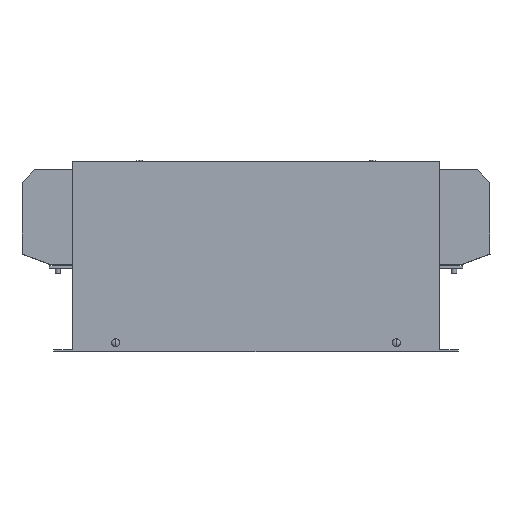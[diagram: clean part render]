
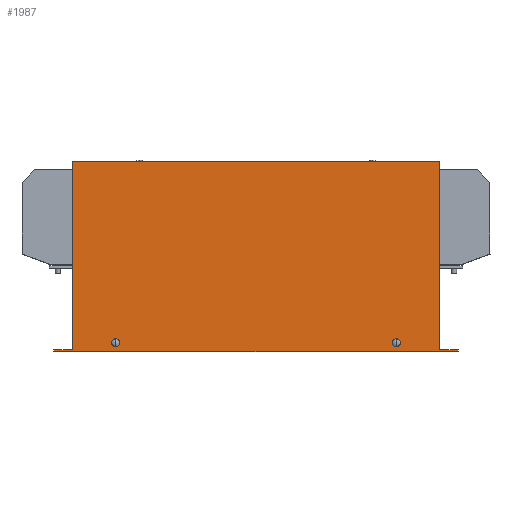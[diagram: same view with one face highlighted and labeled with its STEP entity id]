
A CAD part, top view. The second image highlights one B-rep face of the part: STEP entity #1987.
In plain terms, the highlighted planar face has unit normal (0, 0, 1).
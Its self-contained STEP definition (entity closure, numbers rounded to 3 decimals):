
#376 = VECTOR ( 'NONE', #3258, 1000. ) ;
#427 = DIRECTION ( 'NONE',  ( 0., 0., 1. ) ) ;
#490 = LINE ( 'NONE', #5182, #12051 ) ;
#495 = DIRECTION ( 'NONE',  ( 0., 0., 1. ) ) ;
#610 = FACE_OUTER_BOUND ( 'NONE', #1556, .T. ) ;
#632 = VECTOR ( 'NONE', #8768, 1000. ) ;
#752 = EDGE_CURVE ( 'NONE', #10839, #2415, #10919, .T. ) ;
#780 = ORIENTED_EDGE ( 'NONE', *, *, #5827, .T. ) ;
#850 = FACE_BOUND ( 'NONE', #6468, .T. ) ;
#876 = DIRECTION ( 'NONE',  ( -1., 0., 0. ) ) ;
#1119 = VERTEX_POINT ( 'NONE', #10521 ) ;
#1243 = CARTESIAN_POINT ( 'NONE',  ( 145., 0., 58.1 ) ) ;
#1260 = CIRCLE ( 'NONE', #8171, 3.15 ) ;
#1290 = CARTESIAN_POINT ( 'NONE',  ( 110.9, 5.5, 58.1 ) ) ;
#1494 = CARTESIAN_POINT ( 'NONE',  ( 160., 0., 58.1 ) ) ;
#1542 = DIRECTION ( 'NONE',  ( 1., 0., 0. ) ) ;
#1556 = EDGE_LOOP ( 'NONE', ( #8800, #11249, #7287, #8455, #6881, #10256, #9405, #780 ) ) ;
#1694 = DIRECTION ( 'NONE',  ( 0., 1., 0. ) ) ;
#1715 = FACE_BOUND ( 'NONE', #6086, .T. ) ;
#1974 = ORIENTED_EDGE ( 'NONE', *, *, #11961, .F. ) ;
#1987 = ADVANCED_FACE ( 'NONE', ( #1715, #850, #610 ), #9236, .T. ) ;
#2190 = VERTEX_POINT ( 'NONE', #8562 ) ;
#2258 = LINE ( 'NONE', #3002, #376 ) ;
#2395 = DIRECTION ( 'NONE',  ( 0., 0., 1. ) ) ;
#2415 = VERTEX_POINT ( 'NONE', #6037 ) ;
#2478 = CARTESIAN_POINT ( 'NONE',  ( -160., 0., 58.1 ) ) ;
#2527 = VECTOR ( 'NONE', #9013, 1000. ) ;
#2725 = LINE ( 'NONE', #6313, #11242 ) ;
#2832 = CARTESIAN_POINT ( 'NONE',  ( -160., -1.5, 58.1 ) ) ;
#2979 = VECTOR ( 'NONE', #1694, 1000. ) ;
#3002 = CARTESIAN_POINT ( 'NONE',  ( -145., 148.6, 58.1 ) ) ;
#3142 = CIRCLE ( 'NONE', #11396, 3.15 ) ;
#3258 = DIRECTION ( 'NONE',  ( -1., 0., 0. ) ) ;
#3362 = VERTEX_POINT ( 'NONE', #2478 ) ;
#3436 = DIRECTION ( 'NONE',  ( 0., 0., 1. ) ) ;
#3443 = DIRECTION ( 'NONE',  ( 1., 0., 0. ) ) ;
#3520 = CARTESIAN_POINT ( 'NONE',  ( 0., 0., 58.1 ) ) ;
#4335 = EDGE_CURVE ( 'NONE', #7746, #6819, #7487, .T. ) ;
#4395 = VECTOR ( 'NONE', #3443, 1000. ) ;
#4533 = CARTESIAN_POINT ( 'NONE',  ( 145., 148.6, 58.1 ) ) ;
#4636 = EDGE_CURVE ( 'NONE', #11596, #7746, #2725, .T. ) ;
#4938 = ORIENTED_EDGE ( 'NONE', *, *, #752, .F. ) ;
#4945 = LINE ( 'NONE', #5008, #632 ) ;
#5008 = CARTESIAN_POINT ( 'NONE',  ( -160., 0., 58.1 ) ) ;
#5182 = CARTESIAN_POINT ( 'NONE',  ( -145., 66.5, 58.1 ) ) ;
#5191 = CARTESIAN_POINT ( 'NONE',  ( 160., -1.5, 58.1 ) ) ;
#5359 = CARTESIAN_POINT ( 'NONE',  ( 110.9, 5.5, 58.1 ) ) ;
#5512 = DIRECTION ( 'NONE',  ( 1., 0., 0. ) ) ;
#5522 = EDGE_CURVE ( 'NONE', #1119, #10695, #3142, .T. ) ;
#5827 = EDGE_CURVE ( 'NONE', #6819, #2190, #2258, .T. ) ;
#5990 = CARTESIAN_POINT ( 'NONE',  ( 114.05, 5.5, 58.1 ) ) ;
#6037 = CARTESIAN_POINT ( 'NONE',  ( -107.75, 5.5, 58.1 ) ) ;
#6050 = LINE ( 'NONE', #6918, #7057 ) ;
#6086 = EDGE_LOOP ( 'NONE', ( #9726, #4938 ) ) ;
#6168 = EDGE_CURVE ( 'NONE', #9578, #11596, #11729, .T. ) ;
#6313 = CARTESIAN_POINT ( 'NONE',  ( 145., 0., 58.1 ) ) ;
#6410 = DIRECTION ( 'NONE',  ( 0., 0., 1. ) ) ;
#6468 = EDGE_LOOP ( 'NONE', ( #1974, #7151 ) ) ;
#6500 = EDGE_CURVE ( 'NONE', #2190, #9807, #490, .T. ) ;
#6819 = VERTEX_POINT ( 'NONE', #12127 ) ;
#6881 = ORIENTED_EDGE ( 'NONE', *, *, #6168, .T. ) ;
#6918 = CARTESIAN_POINT ( 'NONE',  ( -160., -1.5, 58.1 ) ) ;
#7057 = VECTOR ( 'NONE', #8825, 1000. ) ;
#7134 = EDGE_CURVE ( 'NONE', #7871, #9578, #10087, .T. ) ;
#7151 = ORIENTED_EDGE ( 'NONE', *, *, #5522, .F. ) ;
#7221 = DIRECTION ( 'NONE',  ( 1., 0., 0. ) ) ;
#7256 = CARTESIAN_POINT ( 'NONE',  ( -110.9, 5.5, 58.1 ) ) ;
#7287 = ORIENTED_EDGE ( 'NONE', *, *, #10680, .T. ) ;
#7487 = LINE ( 'NONE', #4533, #2979 ) ;
#7746 = VERTEX_POINT ( 'NONE', #1243 ) ;
#7761 = EDGE_CURVE ( 'NONE', #9807, #3362, #4945, .T. ) ;
#7871 = VERTEX_POINT ( 'NONE', #2832 ) ;
#8089 = CARTESIAN_POINT ( 'NONE',  ( -114.05, 5.5, 58.1 ) ) ;
#8171 = AXIS2_PLACEMENT_3D ( 'NONE', #1290, #495, #7221 ) ;
#8196 = DIRECTION ( 'NONE',  ( 1., 0., 0. ) ) ;
#8446 = CIRCLE ( 'NONE', #10017, 3.15 ) ;
#8455 = ORIENTED_EDGE ( 'NONE', *, *, #7134, .T. ) ;
#8562 = CARTESIAN_POINT ( 'NONE',  ( -145., 148.6, 58.1 ) ) ;
#8768 = DIRECTION ( 'NONE',  ( -1., 0., 0. ) ) ;
#8800 = ORIENTED_EDGE ( 'NONE', *, *, #6500, .T. ) ;
#8825 = DIRECTION ( 'NONE',  ( 0., -1., 0. ) ) ;
#8944 = DIRECTION ( 'NONE',  ( 1., 0., 0. ) ) ;
#9013 = DIRECTION ( 'NONE',  ( 0., 1., 0. ) ) ;
#9236 = PLANE ( 'NONE',  #11484 ) ;
#9405 = ORIENTED_EDGE ( 'NONE', *, *, #4335, .T. ) ;
#9578 = VERTEX_POINT ( 'NONE', #5191 ) ;
#9726 = ORIENTED_EDGE ( 'NONE', *, *, #10019, .F. ) ;
#9807 = VERTEX_POINT ( 'NONE', #12198 ) ;
#9845 = CARTESIAN_POINT ( 'NONE',  ( 160., 0., 58.1 ) ) ;
#9858 = DIRECTION ( 'NONE',  ( 0., -1., 0. ) ) ;
#10017 = AXIS2_PLACEMENT_3D ( 'NONE', #7256, #3436, #5512 ) ;
#10019 = EDGE_CURVE ( 'NONE', #2415, #10839, #8446, .T. ) ;
#10087 = LINE ( 'NONE', #12005, #4395 ) ;
#10256 = ORIENTED_EDGE ( 'NONE', *, *, #4636, .T. ) ;
#10521 = CARTESIAN_POINT ( 'NONE',  ( 107.75, 5.5, 58.1 ) ) ;
#10680 = EDGE_CURVE ( 'NONE', #3362, #7871, #6050, .T. ) ;
#10695 = VERTEX_POINT ( 'NONE', #5990 ) ;
#10839 = VERTEX_POINT ( 'NONE', #8089 ) ;
#10919 = CIRCLE ( 'NONE', #11303, 3.15 ) ;
#11242 = VECTOR ( 'NONE', #876, 1000. ) ;
#11249 = ORIENTED_EDGE ( 'NONE', *, *, #7761, .T. ) ;
#11303 = AXIS2_PLACEMENT_3D ( 'NONE', #11776, #427, #8944 ) ;
#11396 = AXIS2_PLACEMENT_3D ( 'NONE', #5359, #2395, #8196 ) ;
#11484 = AXIS2_PLACEMENT_3D ( 'NONE', #3520, #6410, #1542 ) ;
#11596 = VERTEX_POINT ( 'NONE', #9845 ) ;
#11729 = LINE ( 'NONE', #1494, #2527 ) ;
#11776 = CARTESIAN_POINT ( 'NONE',  ( -110.9, 5.5, 58.1 ) ) ;
#11961 = EDGE_CURVE ( 'NONE', #10695, #1119, #1260, .T. ) ;
#12005 = CARTESIAN_POINT ( 'NONE',  ( -160., -1.5, 58.1 ) ) ;
#12051 = VECTOR ( 'NONE', #9858, 1000. ) ;
#12127 = CARTESIAN_POINT ( 'NONE',  ( 145., 148.6, 58.1 ) ) ;
#12198 = CARTESIAN_POINT ( 'NONE',  ( -145., 0., 58.1 ) ) ;
